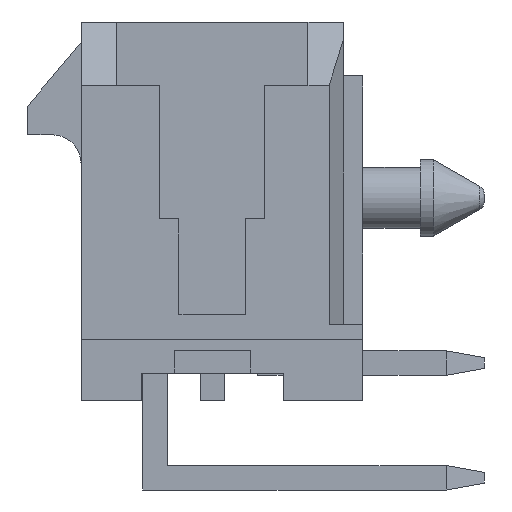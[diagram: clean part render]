
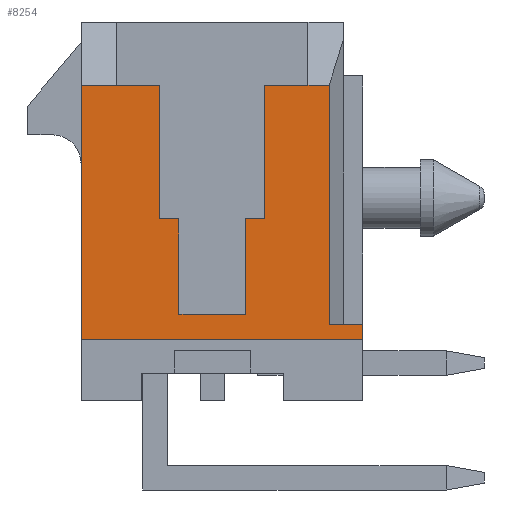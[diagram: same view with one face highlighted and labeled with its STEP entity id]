
A CAD part, left-side view. The second image highlights one B-rep face of the part: STEP entity #8254.
In plain terms, the highlighted planar face has unit normal (-1, 0, 0).
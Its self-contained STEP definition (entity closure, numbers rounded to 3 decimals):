
#1=DIRECTION('',(0.,0.,-1.));
#2=VECTOR('',#1,3.5);
#3=CARTESIAN_POINT('',(-12.325,-1.375,3.3));
#4=LINE('',#3,#2);
#5=DIRECTION('',(0.,1.,0.));
#6=VECTOR('',#5,1.125);
#7=CARTESIAN_POINT('',(-12.325,-2.5,3.3));
#8=LINE('',#7,#6);
#9=DIRECTION('',(0.,-1.,0.));
#10=VECTOR('',#9,0.555);
#11=CARTESIAN_POINT('',(-12.325,-2.5,3.3));
#12=LINE('',#11,#10);
#13=DIRECTION('',(0.,0.,-1.));
#14=VECTOR('',#13,6.26);
#15=CARTESIAN_POINT('',(-12.325,-3.055,3.3));
#16=LINE('',#15,#14);
#17=DIRECTION('',(0.,0.,-1.));
#18=VECTOR('',#17,0.4);
#19=CARTESIAN_POINT('',(-12.325,-3.935,-2.96));
#20=LINE('',#19,#18);
#21=DIRECTION('',(0.,1.,0.));
#22=VECTOR('',#21,7.37);
#23=CARTESIAN_POINT('',(-12.325,-3.935,-3.36));
#24=LINE('',#23,#22);
#25=DIRECTION('',(0.,0.,1.));
#26=VECTOR('',#25,6.66);
#27=CARTESIAN_POINT('',(-12.325,3.435,-3.36));
#28=LINE('',#27,#26);
#29=DIRECTION('',(0.,-1.,0.));
#30=VECTOR('',#29,0.935);
#31=CARTESIAN_POINT('',(-12.325,3.435,3.3));
#32=LINE('',#31,#30);
#33=DIRECTION('',(0.,1.,0.));
#34=VECTOR('',#33,1.125);
#35=CARTESIAN_POINT('',(-12.325,1.375,3.3));
#36=LINE('',#35,#34);
#37=DIRECTION('',(0.,0.,-1.));
#38=VECTOR('',#37,3.5);
#39=CARTESIAN_POINT('',(-12.325,1.375,3.3));
#40=LINE('',#39,#38);
#41=DIRECTION('',(0.,1.,0.));
#42=VECTOR('',#41,0.5);
#43=CARTESIAN_POINT('',(-12.325,0.875,-0.2));
#44=LINE('',#43,#42);
#45=DIRECTION('',(0.,0.,1.));
#46=VECTOR('',#45,2.5);
#47=CARTESIAN_POINT('',(-12.325,0.875,-2.7));
#48=LINE('',#47,#46);
#49=DIRECTION('',(0.,1.,0.));
#50=VECTOR('',#49,1.75);
#51=CARTESIAN_POINT('',(-12.325,-0.875,-2.7));
#52=LINE('',#51,#50);
#53=DIRECTION('',(0.,0.,-1.));
#54=VECTOR('',#53,2.5);
#55=CARTESIAN_POINT('',(-12.325,-0.875,-0.2));
#56=LINE('',#55,#54);
#57=DIRECTION('',(0.,1.,0.));
#58=VECTOR('',#57,0.5);
#59=CARTESIAN_POINT('',(-12.325,-1.375,-0.2));
#60=LINE('',#59,#58);
#6117=DIRECTION('',(0.,1.,0.));
#6118=VECTOR('',#6117,0.88);
#6119=CARTESIAN_POINT('',(-12.325,-3.935,-2.96));
#6120=LINE('',#6119,#6118);
#6286=CARTESIAN_POINT('',(-12.325,3.435,3.3));
#6288=VERTEX_POINT('',#6286);
#6331=CARTESIAN_POINT('',(-12.325,-3.935,-2.96));
#6332=CARTESIAN_POINT('',(-12.325,-3.055,-2.96));
#6333=VERTEX_POINT('',#6331);
#6334=VERTEX_POINT('',#6332);
#6339=CARTESIAN_POINT('',(-12.325,2.5,3.3));
#6340=VERTEX_POINT('',#6339);
#6341=CARTESIAN_POINT('',(-12.325,-2.5,3.3));
#6342=VERTEX_POINT('',#6341);
#6343=CARTESIAN_POINT('',(-12.325,-3.055,3.3));
#6344=VERTEX_POINT('',#6343);
#6583=CARTESIAN_POINT('',(-12.325,-1.375,3.3));
#6584=CARTESIAN_POINT('',(-12.325,-1.375,-0.2));
#6585=VERTEX_POINT('',#6583);
#6586=VERTEX_POINT('',#6584);
#6587=CARTESIAN_POINT('',(-12.325,-0.875,-0.2));
#6588=VERTEX_POINT('',#6587);
#6589=CARTESIAN_POINT('',(-12.325,-0.875,-2.7));
#6590=VERTEX_POINT('',#6589);
#6591=CARTESIAN_POINT('',(-12.325,0.875,-2.7));
#6592=VERTEX_POINT('',#6591);
#6593=CARTESIAN_POINT('',(-12.325,0.875,-0.2));
#6594=VERTEX_POINT('',#6593);
#6595=CARTESIAN_POINT('',(-12.325,1.375,-0.2));
#6596=VERTEX_POINT('',#6595);
#6597=CARTESIAN_POINT('',(-12.325,1.375,3.3));
#6598=VERTEX_POINT('',#6597);
#7353=CARTESIAN_POINT('',(-12.325,-3.935,-3.36));
#7354=CARTESIAN_POINT('',(-12.325,3.435,-3.36));
#7355=VERTEX_POINT('',#7353);
#7356=VERTEX_POINT('',#7354);
#8215=CARTESIAN_POINT('',(-12.325,0.,0.));
#8216=DIRECTION('',(1.,0.,0.));
#8217=DIRECTION('',(0.,0.,-1.));
#8218=AXIS2_PLACEMENT_3D('',#8215,#8216,#8217);
#8219=PLANE('',#8218);
#8221=ORIENTED_EDGE('',*,*,#8220,.F.);
#8223=ORIENTED_EDGE('',*,*,#8222,.F.);
#8225=ORIENTED_EDGE('',*,*,#8224,.T.);
#8227=ORIENTED_EDGE('',*,*,#8226,.T.);
#8229=ORIENTED_EDGE('',*,*,#8228,.F.);
#8231=ORIENTED_EDGE('',*,*,#8230,.T.);
#8233=ORIENTED_EDGE('',*,*,#8232,.T.);
#8235=ORIENTED_EDGE('',*,*,#8234,.T.);
#8237=ORIENTED_EDGE('',*,*,#8236,.T.);
#8239=ORIENTED_EDGE('',*,*,#8238,.F.);
#8241=ORIENTED_EDGE('',*,*,#8240,.T.);
#8243=ORIENTED_EDGE('',*,*,#8242,.F.);
#8245=ORIENTED_EDGE('',*,*,#8244,.F.);
#8247=ORIENTED_EDGE('',*,*,#8246,.F.);
#8249=ORIENTED_EDGE('',*,*,#8248,.F.);
#8251=ORIENTED_EDGE('',*,*,#8250,.F.);
#8252=EDGE_LOOP('',(#8221,#8223,#8225,#8227,#8229,#8231,#8233,#8235,#8237,#8239,
#8241,#8243,#8245,#8247,#8249,#8251));
#8253=FACE_OUTER_BOUND('',#8252,.F.);
#8254=ADVANCED_FACE('',(#8253),#8219,.F.);
#8220=EDGE_CURVE('',#6585,#6586,#4,.T.);
#8222=EDGE_CURVE('',#6342,#6585,#8,.T.);
#8224=EDGE_CURVE('',#6342,#6344,#12,.T.);
#8226=EDGE_CURVE('',#6344,#6334,#16,.T.);
#8228=EDGE_CURVE('',#6333,#6334,#6120,.T.);
#8230=EDGE_CURVE('',#6333,#7355,#20,.T.);
#8232=EDGE_CURVE('',#7355,#7356,#24,.T.);
#8234=EDGE_CURVE('',#7356,#6288,#28,.T.);
#8236=EDGE_CURVE('',#6288,#6340,#32,.T.);
#8238=EDGE_CURVE('',#6598,#6340,#36,.T.);
#8240=EDGE_CURVE('',#6598,#6596,#40,.T.);
#8242=EDGE_CURVE('',#6594,#6596,#44,.T.);
#8244=EDGE_CURVE('',#6592,#6594,#48,.T.);
#8246=EDGE_CURVE('',#6590,#6592,#52,.T.);
#8248=EDGE_CURVE('',#6588,#6590,#56,.T.);
#8250=EDGE_CURVE('',#6586,#6588,#60,.T.);
